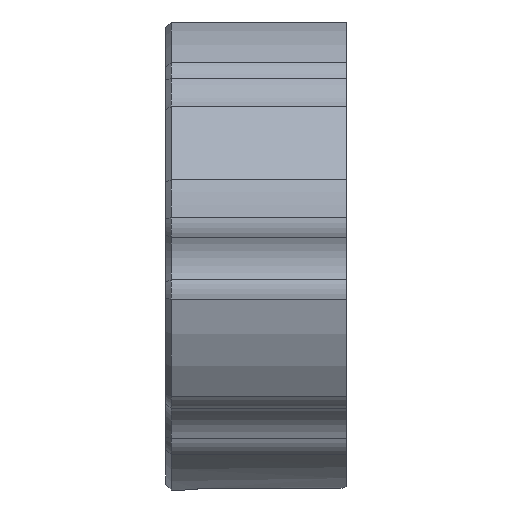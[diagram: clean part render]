
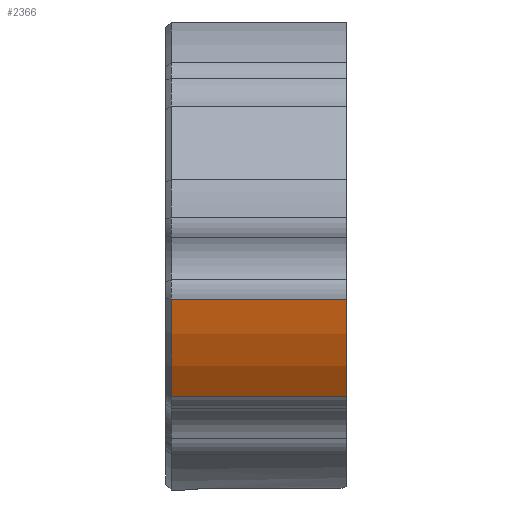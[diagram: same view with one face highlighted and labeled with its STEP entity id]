
A CAD part, left-side view. The second image highlights one B-rep face of the part: STEP entity #2366.
In plain terms, the highlighted cylindrical face has radius 22.5 mm (diameter 45 mm), a partial arc.
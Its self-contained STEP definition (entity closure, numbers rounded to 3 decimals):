
#62=CYLINDRICAL_SURFACE('',#2677,22.5);
#160=CIRCLE('',#2536,22.5);
#238=CIRCLE('',#2668,22.5);
#399=FACE_OUTER_BOUND('',#554,.T.);
#554=EDGE_LOOP('',(#2049,#2050,#2051,#2052));
#759=LINE('',#4164,#937);
#760=LINE('',#4165,#938);
#937=VECTOR('',#3384,10.);
#938=VECTOR('',#3385,10.);
#1072=VERTEX_POINT('',#3818);
#1073=VERTEX_POINT('',#3820);
#1171=VERTEX_POINT('',#4142);
#1172=VERTEX_POINT('',#4146);
#1327=EDGE_CURVE('',#1072,#1073,#160,.T.);
#1483=EDGE_CURVE('',#1171,#1172,#238,.T.);
#1491=EDGE_CURVE('',#1073,#1171,#759,.T.);
#1492=EDGE_CURVE('',#1172,#1072,#760,.T.);
#2049=ORIENTED_EDGE('',*,*,#1483,.F.);
#2050=ORIENTED_EDGE('',*,*,#1491,.F.);
#2051=ORIENTED_EDGE('',*,*,#1327,.F.);
#2052=ORIENTED_EDGE('',*,*,#1492,.F.);
#2366=ADVANCED_FACE('',(#399),#62,.T.);
#2536=AXIS2_PLACEMENT_3D('',#3821,#3025,#3026);
#2668=AXIS2_PLACEMENT_3D('',#4148,#3361,#3362);
#2677=AXIS2_PLACEMENT_3D('',#4163,#3382,#3383);
#3025=DIRECTION('center_axis',(0.,-1.,0.));
#3026=DIRECTION('ref_axis',(-0.787,0.,-0.617));
#3361=DIRECTION('center_axis',(0.,1.,0.));
#3362=DIRECTION('ref_axis',(-0.787,0.,-0.617));
#3382=DIRECTION('center_axis',(0.,1.,0.));
#3383=DIRECTION('ref_axis',(-0.787,0.,-0.617));
#3384=DIRECTION('',(0.,1.,0.));
#3385=DIRECTION('',(0.,-1.,0.));
#3818=CARTESIAN_POINT('',(-18.775,130.687,-2.314));
#3820=CARTESIAN_POINT('',(-14.985,130.687,-11.464));
#3821=CARTESIAN_POINT('Origin',(3.398,130.687,1.51));
#4142=CARTESIAN_POINT('',(-14.985,147.137,-11.464));
#4146=CARTESIAN_POINT('',(-18.775,147.137,-2.314));
#4148=CARTESIAN_POINT('Origin',(3.398,147.137,1.51));
#4163=CARTESIAN_POINT('Origin',(3.398,119.987,1.51));
#4164=CARTESIAN_POINT('',(-14.985,119.987,-11.464));
#4165=CARTESIAN_POINT('',(-18.775,119.987,-2.314));
